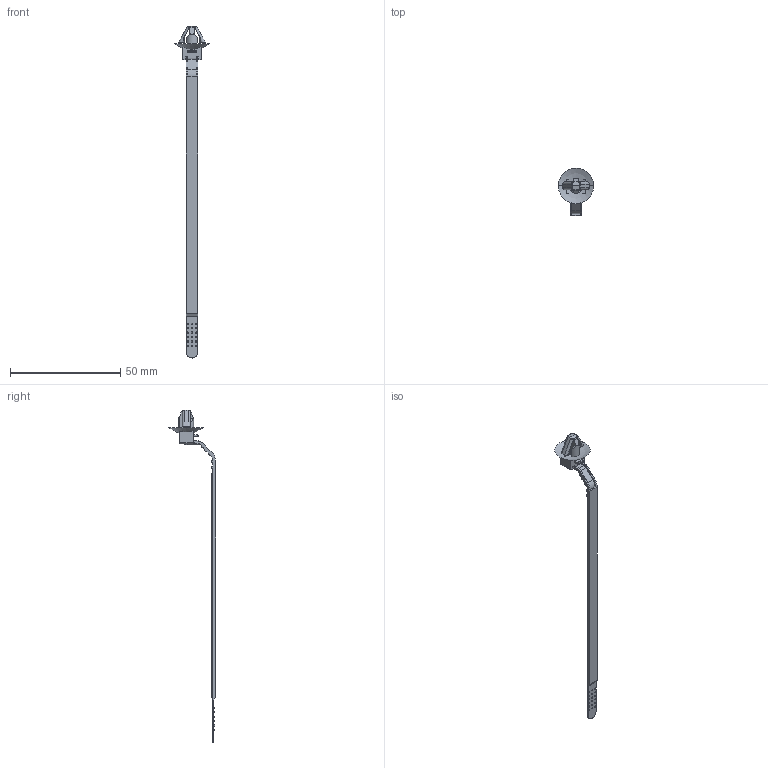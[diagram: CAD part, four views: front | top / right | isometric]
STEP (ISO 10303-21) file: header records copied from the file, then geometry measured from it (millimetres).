
FILE_DESCRIPTION(/* description */ (''),/* implementation_level */ '2;1');
FILE_NAME(/* name */ 'CLIP-500.stp',/* time_stamp */ '2024-06-17T14:45:17+08:00',/* author */ (''),/* organization */ ('Corsa Technic, LLC'),/* preprocessor_version */ 'ST-DEVELOPER v16',/* originating_system */ 'SIEMENS PLM Software NX 10.0',/* authorisation */ '3D design STEP models are provided for reference only. STEP models DO NOT provide accurate tolerance information and the model may not be constructed to the nominal nor the manufacturing-optimized version of the design. User assumes all risks from use of these models. Corsa Technic, LLC makes no representation or warranty (expressed or implied) with respect to the STEP models, including but not limited to the accuracy or completeness of product dimensions or any other technical specifications contained in or accompanying the STEP models, non-infringement of third party rights, and quality, suitability, fitness for purpose or title.');
FILE_SCHEMA (('AUTOMOTIVE_DESIGN { 1 0 10303 214 3 1 1 1 }'));
Length unit declared in the file: millimetre
Products named in the file (1): CLIP-500
Bounding box: 16 x 21.3 x 150.3 mm (x, y, z)
Volume: 1374.1 mm3; surface area: 2785.1 mm2
Topology: 1 solids, 1 shells, 192 faces, 497 edges, 333 vertices
Faces by surface type: plane 69, cylinder 63, sphere 48, bspline 10, cone 2
Entity records: 6752 total; most frequent: CARTESIAN_POINT 2027, ORIENTED_EDGE 994, DIRECTION 988, EDGE_CURVE 497, AXIS2_PLACEMENT_3D 399, VERTEX_POINT 333, EDGE_LOOP 218, ADVANCED_FACE 192
